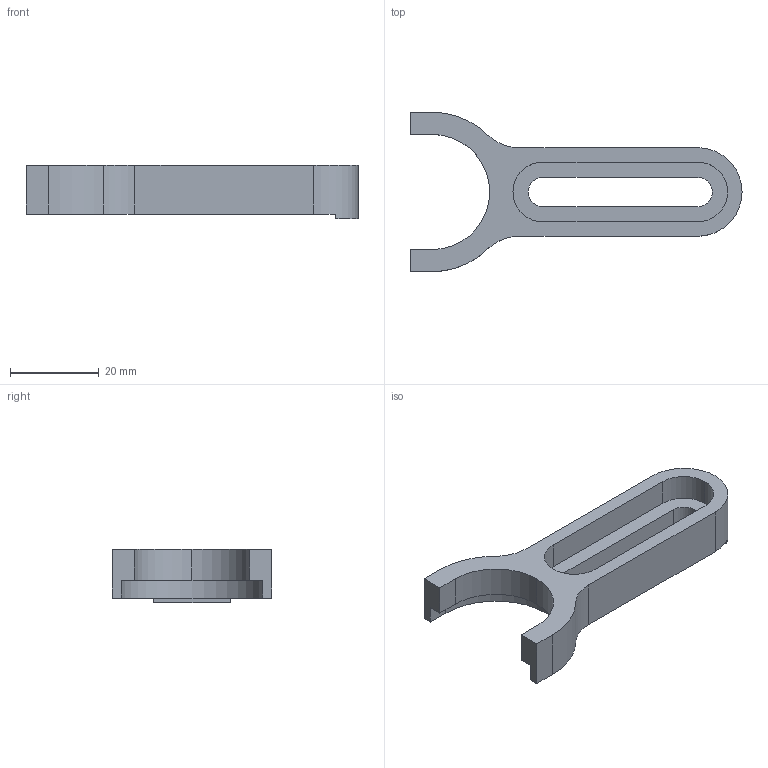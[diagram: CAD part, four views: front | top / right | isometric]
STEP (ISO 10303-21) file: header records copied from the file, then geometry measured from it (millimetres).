
FILE_DESCRIPTION (( 'STEP AP214' ), '1' );
FILE_NAME ('OM-001-040-110_01.STEP', '2024-10-05T12:15:52', ( '' ), ( '' ), 'SwSTEP 2.0', 'SolidWorks 2022', '' );
FILE_SCHEMA (( 'AUTOMOTIVE_DESIGN' ));
Length unit declared in the file: millimetre
Products named in the file (1): OM-001-040-110_01
Bounding box: 75 x 36 x 12 mm (x, y, z)
Volume: 8842.7 mm3; surface area: 5771.4 mm2
Topology: 1 solids, 1 shells, 34 faces, 93 edges, 62 vertices
Faces by surface type: plane 20, cylinder 14
Entity records: 1125 total; most frequent: DIRECTION 193, CARTESIAN_POINT 190, ORIENTED_EDGE 186, EDGE_CURVE 93, AXIS2_PLACEMENT_3D 65, VECTOR 63, LINE 63, VERTEX_POINT 62
